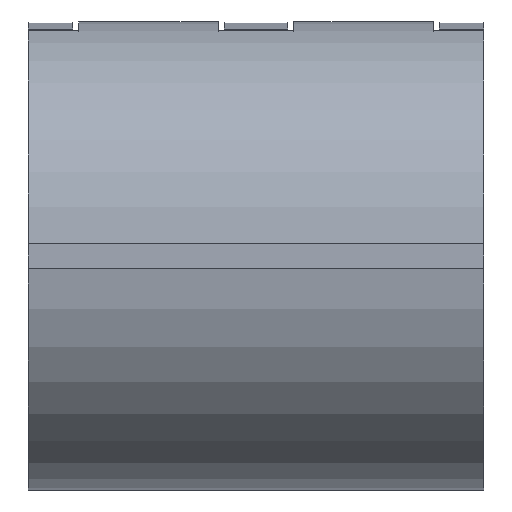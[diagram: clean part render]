
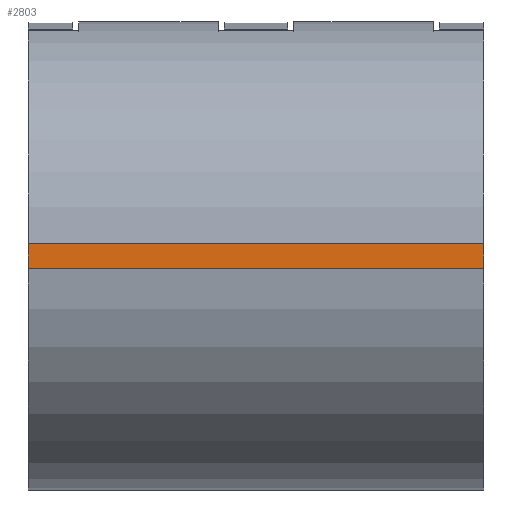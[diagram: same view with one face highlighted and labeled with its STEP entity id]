
A CAD part, left-side view. The second image highlights one B-rep face of the part: STEP entity #2803.
In plain terms, the highlighted cylindrical face has radius 16 mm (diameter 32 mm), a partial arc.
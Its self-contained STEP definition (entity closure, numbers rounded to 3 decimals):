
#2803=ADVANCED_FACE('',(#20407,#20409),#20411,.T.);
#20407=FACE_BOUND('',#20408,.T.);
#20408=EDGE_LOOP('',(#21703,#21704,#21705,#21706,#21707,#21708,#21709,#21710,#21711,
#21712,#21713,#21714));
#20409=FACE_BOUND('',#20410,.T.);
#20410=EDGE_LOOP('',(#21715,#21716,#21717,#21718));
#20411=CYLINDRICAL_SURFACE('',#20412,16.);
#20412=AXIS2_PLACEMENT_3D('',#20413,#20414,#20415);
#20413=CARTESIAN_POINT('',(0.,0.,0.));
#20414=DIRECTION('',(0.,1.,0.));
#20415=DIRECTION('',(0.866,0.,0.5));
#21703=ORIENTED_EDGE('',*,*,#22344,.F.);
#21704=ORIENTED_EDGE('',*,*,#22373,.F.);
#21705=ORIENTED_EDGE('',*,*,#22374,.F.);
#21706=ORIENTED_EDGE('',*,*,#22363,.T.);
#21707=ORIENTED_EDGE('',*,*,#22357,.F.);
#21708=ORIENTED_EDGE('',*,*,#22354,.F.);
#21709=ORIENTED_EDGE('',*,*,#22361,.F.);
#21710=ORIENTED_EDGE('',*,*,#22367,.T.);
#21711=ORIENTED_EDGE('',*,*,#22375,.T.);
#21712=ORIENTED_EDGE('',*,*,#22369,.F.);
#21713=ORIENTED_EDGE('',*,*,#22350,.F.);
#21714=ORIENTED_EDGE('',*,*,#22347,.F.);
#21715=ORIENTED_EDGE('',*,*,#22332,.F.);
#21716=ORIENTED_EDGE('',*,*,#22341,.F.);
#21717=ORIENTED_EDGE('',*,*,#22338,.F.);
#21718=ORIENTED_EDGE('',*,*,#22335,.F.);
#22332=EDGE_CURVE('',#23351,#23353,#23354,.T.);
#22335=EDGE_CURVE('',#23353,#23358,#23359,.T.);
#22338=EDGE_CURVE('',#23358,#23363,#23364,.F.);
#22341=EDGE_CURVE('',#23363,#23351,#23367,.F.);
#22344=EDGE_CURVE('',#23371,#23373,#23374,.F.);
#22347=EDGE_CURVE('',#23373,#23378,#23379,.T.);
#22350=EDGE_CURVE('',#23378,#23383,#23384,.T.);
#22354=EDGE_CURVE('',#23389,#23391,#23392,.F.);
#22357=EDGE_CURVE('',#23391,#23396,#23397,.F.);
#22361=EDGE_CURVE('',#23401,#23389,#23403,.T.);
#22363=EDGE_CURVE('',#23405,#23396,#23406,.T.);
#22367=EDGE_CURVE('',#23401,#23411,#23413,.T.);
#22369=EDGE_CURVE('',#23383,#23415,#23416,.T.);
#22373=EDGE_CURVE('',#23421,#23371,#23423,.T.);
#22374=EDGE_CURVE('',#23405,#23421,#23424,.T.);
#22375=EDGE_CURVE('',#23411,#23415,#23425,.T.);
#23351=VERTEX_POINT('',#34366);
#23353=VERTEX_POINT('',#34370);
#23354=CIRCLE('',#34371,16.);
#23358=VERTEX_POINT('',#34382);
#23359=LINE('',#34383,#34384);
#23363=VERTEX_POINT('',#34394);
#23364=CIRCLE('',#34395,16.);
#23367=LINE('',#34405,#34406);
#23371=VERTEX_POINT('',#34413);
#23373=VERTEX_POINT('',#34417);
#23374=LINE('',#34418,#34419);
#23378=VERTEX_POINT('',#34429);
#23379=CIRCLE('',#34430,16.);
#23383=VERTEX_POINT('',#34441);
#23384=LINE('',#34442,#34443);
#23389=VERTEX_POINT('',#34454);
#23391=VERTEX_POINT('',#34458);
#23392=CIRCLE('',#34459,16.);
#23396=VERTEX_POINT('',#34470);
#23397=LINE('',#34471,#34472);
#23401=VERTEX_POINT('',#34481);
#23403=LINE('',#34485,#34486);
#23405=VERTEX_POINT('',#34492);
#23406=CIRCLE('',#34493,16.);
#23411=VERTEX_POINT('',#34506);
#23413=CIRCLE('',#34510,16.);
#23415=VERTEX_POINT('',#34518);
#23416=CIRCLE('',#34519,16.);
#23421=VERTEX_POINT('',#34532);
#23423=CIRCLE('',#34536,16.);
#23424=LINE('',#34540,#34541);
#23425=LINE('',#34543,#34544);
#34366=CARTESIAN_POINT('',(-4.5,15.5,15.354));
#34370=CARTESIAN_POINT('',(4.5,15.5,15.354));
#34371=AXIS2_PLACEMENT_3D('',#34372,#34373,#34374);
#34372=CARTESIAN_POINT('',(0.,15.5,0.));
#34373=DIRECTION('',(-0.,1.,0.));
#34374=DIRECTION('',(-0.281,0.,0.96));
#34382=CARTESIAN_POINT('',(4.5,20.5,15.354));
#34383=CARTESIAN_POINT('',(4.5,15.5,15.354));
#34384=VECTOR('',#34385,1.);
#34385=DIRECTION('',(0.,1.,0.));
#34394=CARTESIAN_POINT('',(-4.5,20.5,15.354));
#34395=AXIS2_PLACEMENT_3D('',#34396,#34397,#34398);
#34396=CARTESIAN_POINT('',(0.,20.5,0.));
#34397=DIRECTION('',(0.,1.,-0.));
#34398=DIRECTION('',(-0.281,0.,0.96));
#34405=CARTESIAN_POINT('',(-4.5,15.5,15.354));
#34406=VECTOR('',#34407,1.);
#34407=DIRECTION('',(0.,1.,0.));
#34413=CARTESIAN_POINT('',(-4.5,36.,15.354));
#34417=CARTESIAN_POINT('',(-4.5,32.5,15.354));
#34418=CARTESIAN_POINT('',(-4.5,32.5,15.354));
#34419=VECTOR('',#34420,1.);
#34420=DIRECTION('',(0.,1.,0.));
#34429=CARTESIAN_POINT('',(4.5,32.5,15.354));
#34430=AXIS2_PLACEMENT_3D('',#34431,#34432,#34433);
#34431=CARTESIAN_POINT('',(0.,32.5,0.));
#34432=DIRECTION('',(-0.,1.,0.));
#34433=DIRECTION('',(-0.281,0.,0.96));
#34441=CARTESIAN_POINT('',(4.5,36.,15.354));
#34442=CARTESIAN_POINT('',(4.5,32.5,15.354));
#34443=VECTOR('',#34444,1.);
#34444=DIRECTION('',(0.,1.,0.));
#34454=CARTESIAN_POINT('',(4.5,3.5,15.354));
#34458=CARTESIAN_POINT('',(-4.5,3.5,15.354));
#34459=AXIS2_PLACEMENT_3D('',#34460,#34461,#34462);
#34460=CARTESIAN_POINT('',(0.,3.5,0.));
#34461=DIRECTION('',(0.,1.,0.));
#34462=DIRECTION('',(-0.281,0.,0.96));
#34470=CARTESIAN_POINT('',(-4.5,0.,15.354));
#34471=CARTESIAN_POINT('',(-4.5,0.,15.354));
#34472=VECTOR('',#34473,1.);
#34473=DIRECTION('',(0.,1.,0.));
#34481=CARTESIAN_POINT('',(4.5,0.,15.354));
#34485=CARTESIAN_POINT('',(4.5,0.,15.354));
#34486=VECTOR('',#34487,1.);
#34487=DIRECTION('',(0.,1.,0.));
#34492=CARTESIAN_POINT('',(13.856,0.,8.));
#34493=AXIS2_PLACEMENT_3D('',#34494,#34495,#34496);
#34494=CARTESIAN_POINT('',(0.,0.,0.));
#34495=DIRECTION('',(0.,1.,0.));
#34496=DIRECTION('',(0.866,0.,0.5));
#34506=CARTESIAN_POINT('',(8.,0.,13.856));
#34510=AXIS2_PLACEMENT_3D('',#34511,#34512,#34513);
#34511=CARTESIAN_POINT('',(0.,0.,0.));
#34512=DIRECTION('',(0.,1.,0.));
#34513=DIRECTION('',(0.281,0.,0.96));
#34518=CARTESIAN_POINT('',(8.,36.,13.856));
#34519=AXIS2_PLACEMENT_3D('',#34520,#34521,#34522);
#34520=CARTESIAN_POINT('',(0.,36.,0.));
#34521=DIRECTION('',(0.,1.,0.));
#34522=DIRECTION('',(0.281,0.,0.96));
#34532=CARTESIAN_POINT('',(13.856,36.,8.));
#34536=AXIS2_PLACEMENT_3D('',#34537,#34538,#34539);
#34537=CARTESIAN_POINT('',(0.,36.,0.));
#34538=DIRECTION('',(0.,1.,0.));
#34539=DIRECTION('',(0.866,0.,0.5));
#34540=CARTESIAN_POINT('',(13.856,0.,8.));
#34541=VECTOR('',#34542,1.);
#34542=DIRECTION('',(0.,1.,0.));
#34543=CARTESIAN_POINT('',(8.,0.,13.856));
#34544=VECTOR('',#34545,1.);
#34545=DIRECTION('',(0.,1.,0.));
